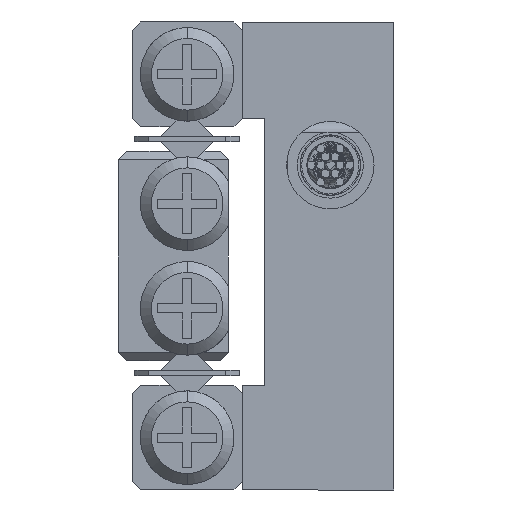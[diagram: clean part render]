
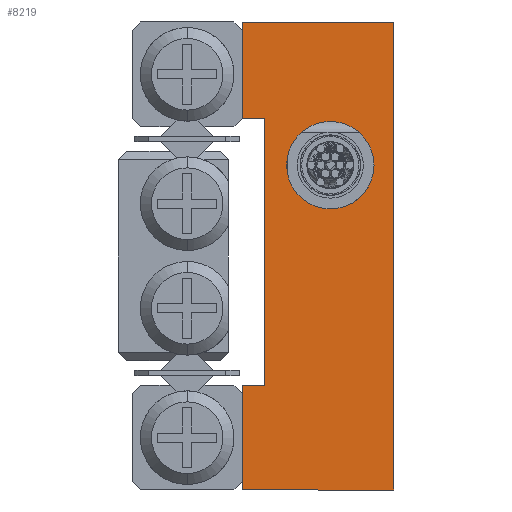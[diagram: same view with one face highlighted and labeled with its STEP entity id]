
A CAD part, left-side view. The second image highlights one B-rep face of the part: STEP entity #8219.
In plain terms, the highlighted planar face has unit normal (-1, 0, 0).
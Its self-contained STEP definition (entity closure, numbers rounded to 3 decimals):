
#591 = CARTESIAN_POINT ( 'NONE',  ( -15., 5.5, -8.7 ) ) ;
#1039 = AXIS2_PLACEMENT_3D ( 'NONE', #30870, #7057, #17622 ) ;
#2350 = VERTEX_POINT ( 'NONE', #26147 ) ;
#2845 = CARTESIAN_POINT ( 'NONE',  ( -15., 2.3, 3.1 ) ) ;
#2925 = VECTOR ( 'NONE', #33840, 1000. ) ;
#4250 = ORIENTED_EDGE ( 'NONE', *, *, #32287, .T. ) ;
#5047 = EDGE_CURVE ( 'NONE', #17771, #28385, #9188, .T. ) ;
#5290 = VECTOR ( 'NONE', #20022, 1000. ) ;
#5294 = EDGE_CURVE ( 'NONE', #17771, #32180, #12632, .T. ) ;
#5518 = DIRECTION ( 'NONE',  ( 0., 0., 1. ) ) ;
#5634 = LINE ( 'NONE', #16195, #7501 ) ;
#6809 = CARTESIAN_POINT ( 'NONE',  ( -15., 2.3, 1.512 ) ) ;
#7031 = DIRECTION ( 'NONE',  ( 0., 1., 0. ) ) ;
#7057 = DIRECTION ( 'NONE',  ( 1., 0., 0. ) ) ;
#7501 = VECTOR ( 'NONE', #26850, 1000. ) ;
#7666 = DIRECTION ( 'NONE',  ( 0., -1., 0. ) ) ;
#7762 = ORIENTED_EDGE ( 'NONE', *, *, #31552, .T. ) ;
#8081 = VERTEX_POINT ( 'NONE', #17288 ) ;
#8166 = ORIENTED_EDGE ( 'NONE', *, *, #5294, .T. ) ;
#8219 = ADVANCED_FACE ( 'NONE', ( #33465, #9670 ), #20223, .F. ) ;
#9188 = LINE ( 'NONE', #19750, #27855 ) ;
#9468 = CARTESIAN_POINT ( 'NONE',  ( -15., 5.5, -4.9 ) ) ;
#9670 = FACE_OUTER_BOUND ( 'NONE', #18431, .T. ) ;
#9701 = DIRECTION ( 'NONE',  ( -1., 0., 0. ) ) ;
#10055 = VECTOR ( 'NONE', #5518, 1000. ) ;
#10428 = ORIENTED_EDGE ( 'NONE', *, *, #14667, .F. ) ;
#10800 = CARTESIAN_POINT ( 'NONE',  ( -15., 0., -8.7 ) ) ;
#11232 = ORIENTED_EDGE ( 'NONE', *, *, #23614, .T. ) ;
#11609 = CARTESIAN_POINT ( 'NONE',  ( -15., 5.5, 4.8 ) ) ;
#12221 = LINE ( 'NONE', #22871, #20696 ) ;
#12388 = ORIENTED_EDGE ( 'NONE', *, *, #23059, .T. ) ;
#12472 = CARTESIAN_POINT ( 'NONE',  ( -15., 5.5, 8.3 ) ) ;
#12632 = LINE ( 'NONE', #23294, #2925 ) ;
#13357 = AXIS2_PLACEMENT_3D ( 'NONE', #2845, #13385, #24054 ) ;
#13385 = DIRECTION ( 'NONE',  ( -1., 0., 0. ) ) ;
#14134 = VECTOR ( 'NONE', #7031, 1000. ) ;
#14326 = EDGE_CURVE ( 'NONE', #26264, #2350, #31690, .T. ) ;
#14667 = EDGE_CURVE ( 'NONE', #30098, #8081, #18672, .T. ) ;
#15282 = CARTESIAN_POINT ( 'NONE',  ( -15., 4.7, 4.8 ) ) ;
#15328 = EDGE_CURVE ( 'NONE', #2350, #26264, #28365, .T. ) ;
#16195 = CARTESIAN_POINT ( 'NONE',  ( -15., 0., -10. ) ) ;
#16320 = CARTESIAN_POINT ( 'NONE',  ( -15., 4.7, -4.9 ) ) ;
#16656 = AXIS2_PLACEMENT_3D ( 'NONE', #33493, #9701, #20257 ) ;
#17288 = CARTESIAN_POINT ( 'NONE',  ( -15., 5.5, -4.9 ) ) ;
#17487 = EDGE_LOOP ( 'NONE', ( #34062, #27283 ) ) ;
#17622 = DIRECTION ( 'NONE',  ( 0., 0., -1. ) ) ;
#17771 = VERTEX_POINT ( 'NONE', #11609 ) ;
#18431 = EDGE_LOOP ( 'NONE', ( #10428, #4250, #11232, #12388, #24450, #8166, #7762, #19910 ) ) ;
#18672 = LINE ( 'NONE', #29332, #10055 ) ;
#19271 = VECTOR ( 'NONE', #7666, 1000. ) ;
#19750 = CARTESIAN_POINT ( 'NONE',  ( -15., 5.5, -10. ) ) ;
#19910 = ORIENTED_EDGE ( 'NONE', *, *, #22975, .T. ) ;
#20022 = DIRECTION ( 'NONE',  ( 0., 1., 0. ) ) ;
#20196 = LINE ( 'NONE', #30844, #14134 ) ;
#20223 = PLANE ( 'NONE',  #1039 ) ;
#20257 = DIRECTION ( 'NONE',  ( 0., 0., 1. ) ) ;
#20696 = VECTOR ( 'NONE', #33428, 1000. ) ;
#20858 = LINE ( 'NONE', #31467, #19271 ) ;
#22720 = VERTEX_POINT ( 'NONE', #29383 ) ;
#22871 = CARTESIAN_POINT ( 'NONE',  ( -15., 4.7, 4.8 ) ) ;
#22975 = EDGE_CURVE ( 'NONE', #32541, #8081, #33273, .T. ) ;
#23059 = EDGE_CURVE ( 'NONE', #22720, #28385, #20196, .T. ) ;
#23294 = CARTESIAN_POINT ( 'NONE',  ( -15., 5.5, 4.8 ) ) ;
#23614 = EDGE_CURVE ( 'NONE', #33994, #22720, #5634, .T. ) ;
#24054 = DIRECTION ( 'NONE',  ( 0., 0., 1. ) ) ;
#24450 = ORIENTED_EDGE ( 'NONE', *, *, #5047, .F. ) ;
#26147 = CARTESIAN_POINT ( 'NONE',  ( -15., 2.3, 4.687 ) ) ;
#26264 = VERTEX_POINT ( 'NONE', #6809 ) ;
#26850 = DIRECTION ( 'NONE',  ( 0., 0., 1. ) ) ;
#27283 = ORIENTED_EDGE ( 'NONE', *, *, #14326, .F. ) ;
#27855 = VECTOR ( 'NONE', #30399, 1000. ) ;
#28365 = CIRCLE ( 'NONE', #13357, 1.587 ) ;
#28385 = VERTEX_POINT ( 'NONE', #12472 ) ;
#29332 = CARTESIAN_POINT ( 'NONE',  ( -15., 5.5, -10. ) ) ;
#29383 = CARTESIAN_POINT ( 'NONE',  ( -15., 0., 8.3 ) ) ;
#30098 = VERTEX_POINT ( 'NONE', #591 ) ;
#30399 = DIRECTION ( 'NONE',  ( 0., 0., 1. ) ) ;
#30844 = CARTESIAN_POINT ( 'NONE',  ( -15., 5.5, 8.3 ) ) ;
#30870 = CARTESIAN_POINT ( 'NONE',  ( -15., 5.5, -10. ) ) ;
#31467 = CARTESIAN_POINT ( 'NONE',  ( -15., 5.5, -8.7 ) ) ;
#31552 = EDGE_CURVE ( 'NONE', #32180, #32541, #12221, .T. ) ;
#31690 = CIRCLE ( 'NONE', #16656, 1.587 ) ;
#32180 = VERTEX_POINT ( 'NONE', #15282 ) ;
#32287 = EDGE_CURVE ( 'NONE', #30098, #33994, #20858, .T. ) ;
#32541 = VERTEX_POINT ( 'NONE', #16320 ) ;
#33273 = LINE ( 'NONE', #9468, #5290 ) ;
#33428 = DIRECTION ( 'NONE',  ( 0., 0., -1. ) ) ;
#33465 = FACE_BOUND ( 'NONE', #17487, .T. ) ;
#33493 = CARTESIAN_POINT ( 'NONE',  ( -15., 2.3, 3.1 ) ) ;
#33840 = DIRECTION ( 'NONE',  ( 0., -1., 0. ) ) ;
#33994 = VERTEX_POINT ( 'NONE', #10800 ) ;
#34062 = ORIENTED_EDGE ( 'NONE', *, *, #15328, .F. ) ;
